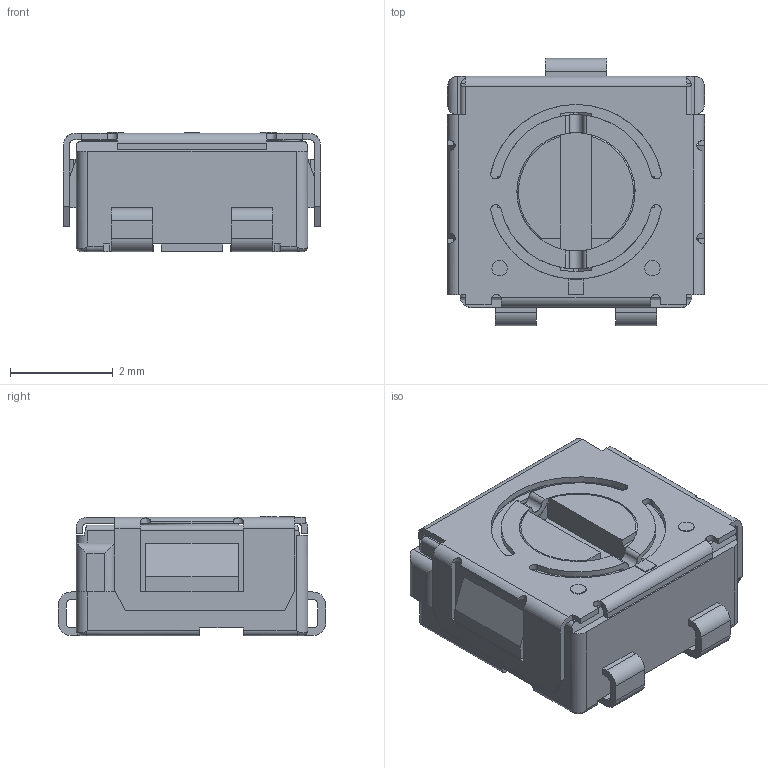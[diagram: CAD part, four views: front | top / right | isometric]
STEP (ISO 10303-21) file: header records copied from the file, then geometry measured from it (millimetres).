
FILE_DESCRIPTION(/* description */ ('STEP AP214'),/* implementation_level */ '2;1');
FILE_NAME(/* name */ 'CS-4-12YTA',/* time_stamp */ '2022-12-28T00:59:29+01:00',/* author */ ('License CC BY-ND 4.0'),/* organization */ ('CADENAS'),/* preprocessor_version */ 'ST-DEVELOPER v18.102',/* originating_system */ 'PARTsolutions',/* authorisation */ ' ');
FILE_SCHEMA (('AUTOMOTIVE_DESIGN {1 0 10303 214 3 1 1}'));
Length unit declared in the file: millimetre
Products named in the file (3): CS-4-12YTA; CS-4-12YA4 Dial; CS-4-12YA Body
Assembly tree (2 placements, depth 2):
  CS-4-12YTA
    CS-4-12YA4 Dial
    CS-4-12YA Body
Bounding box: 5 x 5.2 x 2.32 mm (x, y, z)
Volume: 44.5 mm3; surface area: 190.1 mm2
Topology: 2 solids, 2 shells, 239 faces, 694 edges, 457 vertices
Faces by surface type: plane 148, cylinder 85, torus 6
Full cylindrical faces by diameter (mm): 0.3 x2, 0.4 x1, 0.8 x4, 2.3 x1, 3.4 x2, 3.8 x1
Entity records: 9390 total; most frequent: CARTESIAN_POINT 1514, ORIENTED_EDGE 1356, DIRECTION 1300, EDGE_CURVE 678, LINE 456, VECTOR 456, VERTEX_POINT 452, AXIS2_PLACEMENT_3D 422
